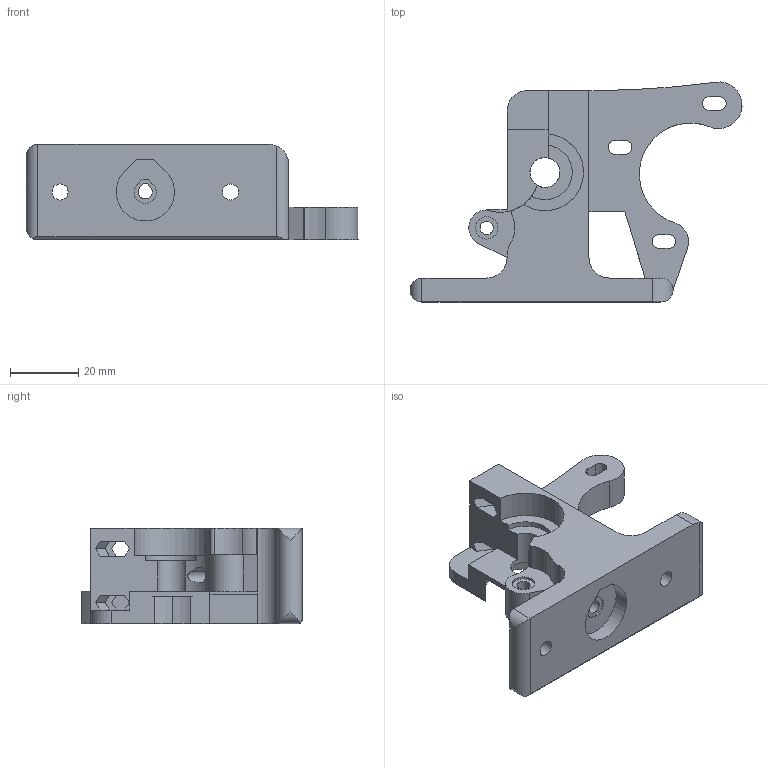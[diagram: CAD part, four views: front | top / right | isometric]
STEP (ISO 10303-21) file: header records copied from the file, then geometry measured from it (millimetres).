
FILE_DESCRIPTION(('FreeCAD Model'),'2;1');
FILE_NAME('extruder-body-hex-for-asm.step','2016-11-15T11:06:56',(''),('') ,'Open CASCADE STEP processor 6.8','FreeCAD','Unknown');
FILE_SCHEMA(('AUTOMOTIVE_DESIGN_CC2 { 1 2 10303 214 -1 1 5 4 }'));
Length unit declared in the file: millimetre
Products named in the file (2): ASSEMBLY; Pocket032002004011004
Assembly tree (1 placements, depth 2):
  ASSEMBLY
    Pocket032002004011004
Bounding box: 97.4 x 64.54 x 28 mm (x, y, z)
Volume: 46309.1 mm3; surface area: 17665.6 mm2
Topology: 1 solids, 1 shells, 193 faces, 534 edges, 346 vertices
Faces by surface type: plane 142, cylinder 43, cone 6, bspline 1, extrusion 1
Full cylindrical faces by diameter (mm): 3.9 x1, 4.7 x2, 6.6 x1, 8.8 x1
Entity records: 14435 total; most frequent: CARTESIAN_POINT 3732, DIRECTION 1971, VECTOR 1323, LINE 1322, ORIENTED_EDGE 1070, PCURVE 1070, DEFINITIONAL_REPRESENTATION 1070, EDGE_CURVE 535
